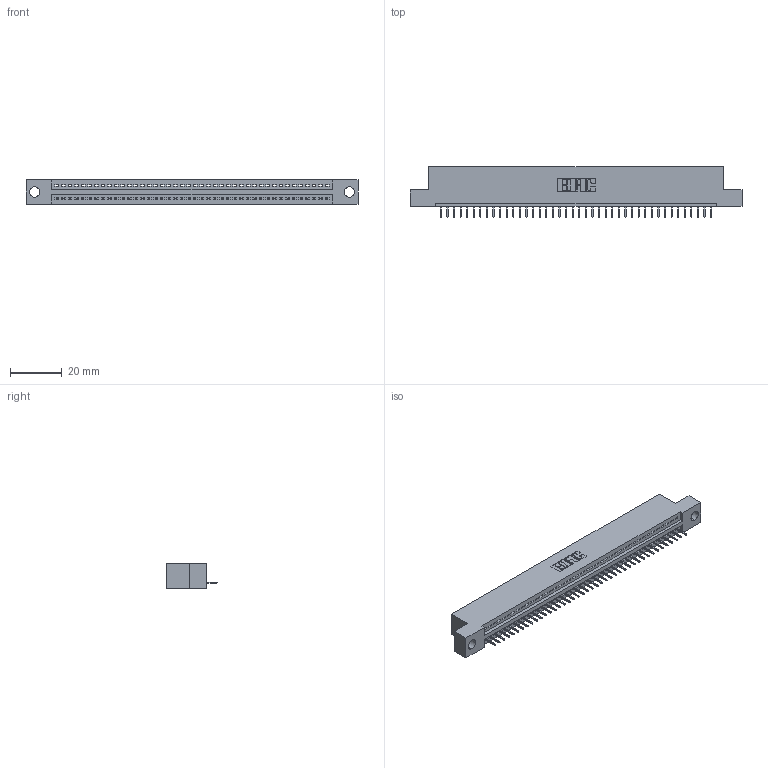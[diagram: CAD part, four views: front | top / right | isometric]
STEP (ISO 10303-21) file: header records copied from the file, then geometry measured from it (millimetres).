
FILE_DESCRIPTION (( 'STEP AP203' ), '1' );
FILE_NAME ('395-042-524-104.STEP', '2019-10-22T12:05:16', ( '' ), ( '' ), 'SwSTEP 2.0', 'SolidWorks 2016', '' );
FILE_SCHEMA (( 'CONFIG_CONTROL_DESIGN' ));
Length unit declared in the file: inch
Products named in the file (3): 395-042-524-104; 345 Part_Flush Mounting Lugs - 0.156 Dia-TH; 345-292-001_345-293-124
Assembly tree (43 placements, depth 2):
  395-042-524-104
    345 Part_Flush Mounting Lugs - 0.156 Dia-TH
    345-292-001_345-293-124  x42
Bounding box: 127.89 x 19.35 x 9.4 mm (x, y, z)
Volume: 11893.3 mm3; surface area: 15083.3 mm2
Topology: 43 solids, 43 shells, 2730 faces, 7901 edges, 5098 vertices
Faces by surface type: plane 2012, cylinder 718
Entity records: 31687 total; most frequent: CARTESIAN_POINT 5494, ORIENTED_EDGE 5470, DIRECTION 4799, EDGE_CURVE 2735, LINE 2439, VECTOR 2439, VERTEX_POINT 1818, AXIS2_PLACEMENT_3D 1180
